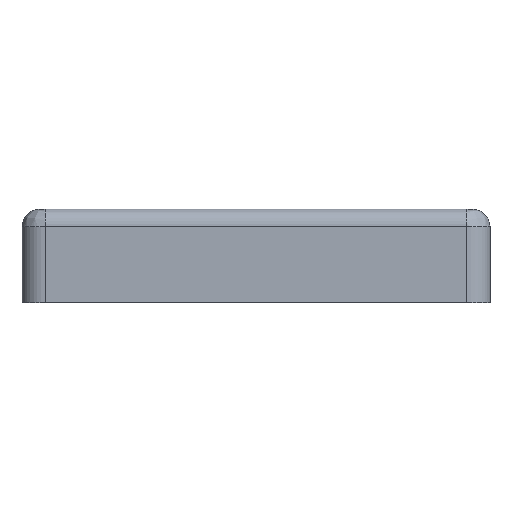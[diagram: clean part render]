
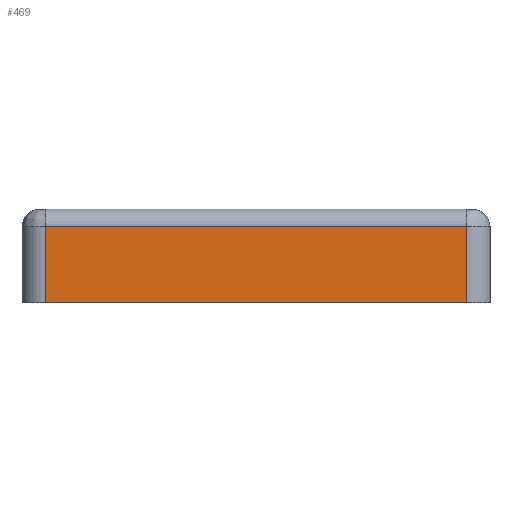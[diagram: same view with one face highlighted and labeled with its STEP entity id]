
A CAD part, front view. The second image highlights one B-rep face of the part: STEP entity #469.
In plain terms, the highlighted planar face has unit normal (0, -1, 0).
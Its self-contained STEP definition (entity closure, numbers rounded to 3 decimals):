
#28 = VERTEX_POINT ( 'NONE', #7346 ) ;
#232 = ORIENTED_EDGE ( 'NONE', *, *, #2162, .F. ) ;
#286 = VERTEX_POINT ( 'NONE', #9304 ) ;
#469 = ADVANCED_FACE ( 'NONE', ( #2026 ), #2706, .F. ) ;
#1019 = LINE ( 'NONE', #4744, #2251 ) ;
#1251 = VECTOR ( 'NONE', #8241, 1000. ) ;
#1904 = EDGE_LOOP ( 'NONE', ( #8856, #232, #2779, #2816 ) ) ;
#1994 = LINE ( 'NONE', #6091, #4281 ) ;
#2026 = FACE_OUTER_BOUND ( 'NONE', #1904, .T. ) ;
#2138 = EDGE_CURVE ( 'NONE', #9557, #9952, #1994, .T. ) ;
#2162 = EDGE_CURVE ( 'NONE', #286, #9557, #8350, .T. ) ;
#2251 = VECTOR ( 'NONE', #7121, 1000. ) ;
#2401 = CARTESIAN_POINT ( 'NONE',  ( 36., -40., 13. ) ) ;
#2706 = PLANE ( 'NONE',  #8423 ) ;
#2779 = ORIENTED_EDGE ( 'NONE', *, *, #9322, .F. ) ;
#2800 = CARTESIAN_POINT ( 'NONE',  ( 36., -40., 16. ) ) ;
#2816 = ORIENTED_EDGE ( 'NONE', *, *, #9448, .F. ) ;
#3022 = DIRECTION ( 'NONE',  ( 0., 0., 1. ) ) ;
#4239 = DIRECTION ( 'NONE',  ( 0., 1., 0. ) ) ;
#4281 = VECTOR ( 'NONE', #9205, 1000. ) ;
#4744 = CARTESIAN_POINT ( 'NONE',  ( -40., -40., 0. ) ) ;
#5239 = CARTESIAN_POINT ( 'NONE',  ( -36., -40., 13. ) ) ;
#5829 = VECTOR ( 'NONE', #3022, 1000. ) ;
#6091 = CARTESIAN_POINT ( 'NONE',  ( -40., -40., 13. ) ) ;
#6829 = CARTESIAN_POINT ( 'NONE',  ( -36., -40., 16. ) ) ;
#7121 = DIRECTION ( 'NONE',  ( -1., 0., 0. ) ) ;
#7160 = LINE ( 'NONE', #2800, #1251 ) ;
#7346 = CARTESIAN_POINT ( 'NONE',  ( 36., -40., 0. ) ) ;
#8049 = CARTESIAN_POINT ( 'NONE',  ( 40., -40., 16. ) ) ;
#8145 = DIRECTION ( 'NONE',  ( -1., 0., 0. ) ) ;
#8241 = DIRECTION ( 'NONE',  ( 0., 0., -1. ) ) ;
#8350 = LINE ( 'NONE', #6829, #5829 ) ;
#8423 = AXIS2_PLACEMENT_3D ( 'NONE', #8049, #4239, #8145 ) ;
#8856 = ORIENTED_EDGE ( 'NONE', *, *, #2138, .F. ) ;
#9205 = DIRECTION ( 'NONE',  ( 1., 0., 0. ) ) ;
#9304 = CARTESIAN_POINT ( 'NONE',  ( -36., -40., 0. ) ) ;
#9322 = EDGE_CURVE ( 'NONE', #28, #286, #1019, .T. ) ;
#9448 = EDGE_CURVE ( 'NONE', #9952, #28, #7160, .T. ) ;
#9557 = VERTEX_POINT ( 'NONE', #5239 ) ;
#9952 = VERTEX_POINT ( 'NONE', #2401 ) ;
